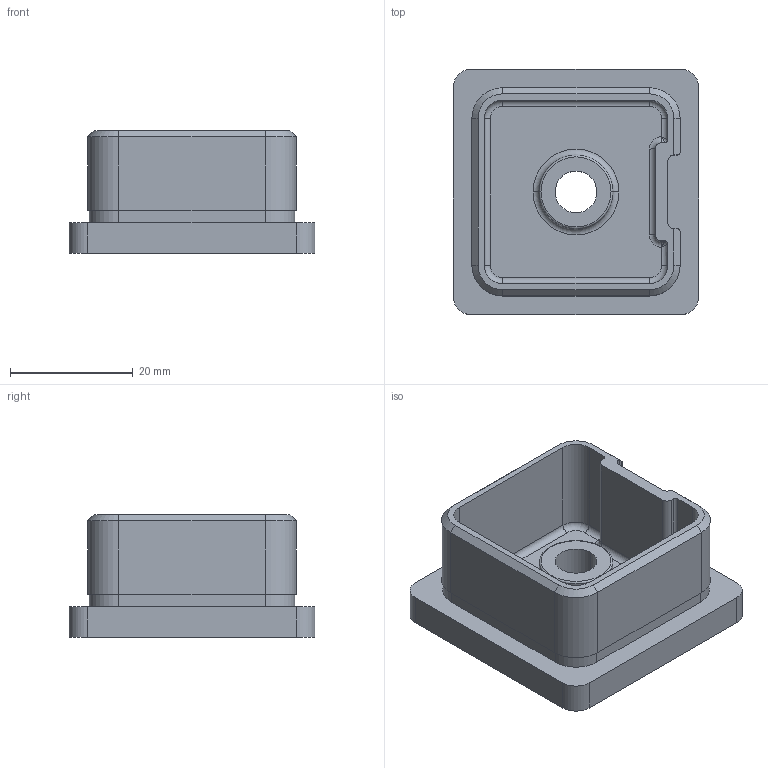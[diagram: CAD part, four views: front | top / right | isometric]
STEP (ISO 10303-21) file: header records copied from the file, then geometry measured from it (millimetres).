
FILE_DESCRIPTION (( 'STEP AP203' ), '1' );
FILE_NAME ('A_4735-041-R.STEP', '2019-11-08T07:29:52', ( '' ), ( '' ), 'SwSTEP 2.0', 'SolidWorks 2019', '' );
FILE_SCHEMA (( 'CONFIG_CONTROL_DESIGN' ));
Length unit declared in the file: millimetre
Products named in the file (1): A_4735-041-R
Bounding box: 40 x 40 x 20 mm (x, y, z)
Volume: 10778 mm3; surface area: 8164.1 mm2
Topology: 1 solids, 1 shells, 90 faces, 221 edges, 134 vertices
Faces by surface type: cylinder 36, plane 36, torus 10, cone 6, bspline 2
Entity records: 2754 total; most frequent: CARTESIAN_POINT 520, DIRECTION 479, ORIENTED_EDGE 438, EDGE_CURVE 219, AXIS2_PLACEMENT_3D 177, VERTEX_POINT 134, VECTOR 125, LINE 125
